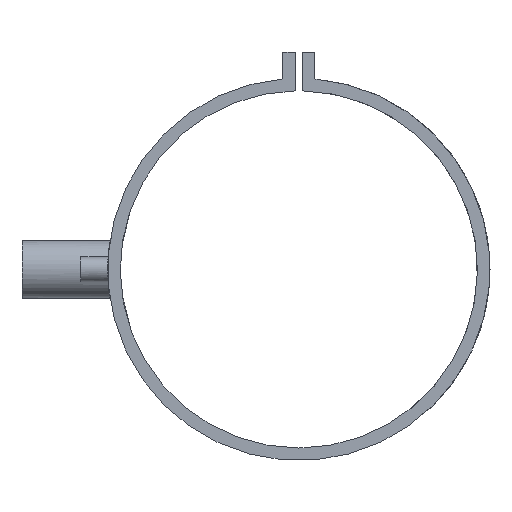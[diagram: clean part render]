
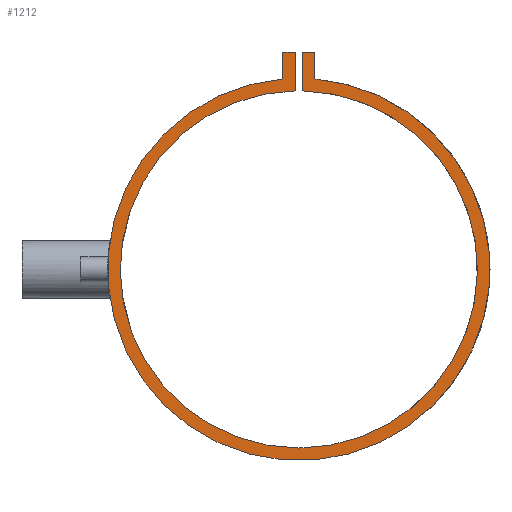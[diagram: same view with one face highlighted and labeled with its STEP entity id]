
A CAD part, left-side view. The second image highlights one B-rep face of the part: STEP entity #1212.
In plain terms, the highlighted planar face has unit normal (-1, 0, 0).
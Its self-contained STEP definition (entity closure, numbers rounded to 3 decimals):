
#48 = VERTEX_POINT ( 'NONE', #509 ) ;
#119 = VERTEX_POINT ( 'NONE', #331 ) ;
#121 = VERTEX_POINT ( 'NONE', #668 ) ;
#126 = AXIS2_PLACEMENT_3D ( 'NONE', #970, #1530, #138 ) ;
#129 = VECTOR ( 'NONE', #376, 1000. ) ;
#134 = LINE ( 'NONE', #1236, #1562 ) ;
#138 = DIRECTION ( 'NONE',  ( 0., 0., -1. ) ) ;
#168 = EDGE_CURVE ( 'NONE', #1361, #479, #610, .T. ) ;
#173 = ORIENTED_EDGE ( 'NONE', *, *, #1555, .F. ) ;
#185 = LINE ( 'NONE', #1334, #257 ) ;
#257 = VECTOR ( 'NONE', #747, 1000. ) ;
#285 = CARTESIAN_POINT ( 'NONE',  ( -80., -2., 121.621 ) ) ;
#330 = DIRECTION ( 'NONE',  ( 0., -1., 0. ) ) ;
#331 = CARTESIAN_POINT ( 'NONE',  ( -80., -9., 106.621 ) ) ;
#363 = FACE_OUTER_BOUND ( 'NONE', #885, .T. ) ;
#373 = CARTESIAN_POINT ( 'NONE',  ( -80., -9., 121.621 ) ) ;
#376 = DIRECTION ( 'NONE',  ( 0., 0., 1. ) ) ;
#479 = VERTEX_POINT ( 'NONE', #1051 ) ;
#484 = CARTESIAN_POINT ( 'NONE',  ( -80., -2., 121.621 ) ) ;
#509 = CARTESIAN_POINT ( 'NONE',  ( -80., -2., 99.98 ) ) ;
#568 = LINE ( 'NONE', #738, #1203 ) ;
#610 = LINE ( 'NONE', #484, #1670 ) ;
#621 = CIRCLE ( 'NONE', #126, 107. ) ;
#622 = EDGE_CURVE ( 'NONE', #121, #782, #568, .T. ) ;
#668 = CARTESIAN_POINT ( 'NONE',  ( -80., 9., 121.621 ) ) ;
#682 = ORIENTED_EDGE ( 'NONE', *, *, #622, .F. ) ;
#709 = DIRECTION ( 'NONE',  ( -1., 0., 0. ) ) ;
#738 = CARTESIAN_POINT ( 'NONE',  ( -80., 9., 121.621 ) ) ;
#747 = DIRECTION ( 'NONE',  ( 0., 0., -1. ) ) ;
#757 = EDGE_CURVE ( 'NONE', #782, #1681, #185, .T. ) ;
#782 = VERTEX_POINT ( 'NONE', #1477 ) ;
#839 = ORIENTED_EDGE ( 'NONE', *, *, #1040, .F. ) ;
#870 = VERTEX_POINT ( 'NONE', #1458 ) ;
#885 = EDGE_LOOP ( 'NONE', ( #839, #1630, #1520, #1038, #1697, #1724, #682, #173 ) ) ;
#913 = DIRECTION ( 'NONE',  ( 0., 0., -1. ) ) ;
#933 = DIRECTION ( 'NONE',  ( 0., 0., -1. ) ) ;
#940 = EDGE_CURVE ( 'NONE', #479, #119, #1631, .T. ) ;
#970 = CARTESIAN_POINT ( 'NONE',  ( -80., 0., 0. ) ) ;
#975 = DIRECTION ( 'NONE',  ( 0., 0., 1. ) ) ;
#994 = EDGE_CURVE ( 'NONE', #1681, #48, #1122, .T. ) ;
#1003 = DIRECTION ( 'NONE',  ( 0., -1., 0. ) ) ;
#1038 = ORIENTED_EDGE ( 'NONE', *, *, #1777, .F. ) ;
#1040 = EDGE_CURVE ( 'NONE', #119, #870, #621, .T. ) ;
#1051 = CARTESIAN_POINT ( 'NONE',  ( -80., -9., 121.621 ) ) ;
#1103 = CARTESIAN_POINT ( 'NONE',  ( -80., 0., 0. ) ) ;
#1122 = CIRCLE ( 'NONE', #1415, 100. ) ;
#1203 = VECTOR ( 'NONE', #1003, 1000. ) ;
#1212 = ADVANCED_FACE ( 'NONE', ( #363 ), #1368, .F. ) ;
#1236 = CARTESIAN_POINT ( 'NONE',  ( -80., -2., 121.621 ) ) ;
#1281 = CARTESIAN_POINT ( 'NONE',  ( -80., 2., 99.98 ) ) ;
#1334 = CARTESIAN_POINT ( 'NONE',  ( -80., 2., 121.621 ) ) ;
#1361 = VERTEX_POINT ( 'NONE', #285 ) ;
#1368 = PLANE ( 'NONE',  #1560 ) ;
#1403 = LINE ( 'NONE', #1668, #129 ) ;
#1415 = AXIS2_PLACEMENT_3D ( 'NONE', #1425, #709, #1806 ) ;
#1425 = CARTESIAN_POINT ( 'NONE',  ( -80., 0., 0. ) ) ;
#1458 = CARTESIAN_POINT ( 'NONE',  ( -80., 9., 106.621 ) ) ;
#1477 = CARTESIAN_POINT ( 'NONE',  ( -80., 2., 121.621 ) ) ;
#1495 = VECTOR ( 'NONE', #933, 1000. ) ;
#1520 = ORIENTED_EDGE ( 'NONE', *, *, #168, .F. ) ;
#1530 = DIRECTION ( 'NONE',  ( 1., 0., 0. ) ) ;
#1555 = EDGE_CURVE ( 'NONE', #870, #121, #1403, .T. ) ;
#1560 = AXIS2_PLACEMENT_3D ( 'NONE', #1103, #1656, #913 ) ;
#1562 = VECTOR ( 'NONE', #975, 1000. ) ;
#1630 = ORIENTED_EDGE ( 'NONE', *, *, #940, .F. ) ;
#1631 = LINE ( 'NONE', #373, #1495 ) ;
#1656 = DIRECTION ( 'NONE',  ( 1., 0., 0. ) ) ;
#1668 = CARTESIAN_POINT ( 'NONE',  ( -80., 9., 121.621 ) ) ;
#1670 = VECTOR ( 'NONE', #330, 1000. ) ;
#1681 = VERTEX_POINT ( 'NONE', #1281 ) ;
#1697 = ORIENTED_EDGE ( 'NONE', *, *, #994, .F. ) ;
#1724 = ORIENTED_EDGE ( 'NONE', *, *, #757, .F. ) ;
#1777 = EDGE_CURVE ( 'NONE', #48, #1361, #134, .T. ) ;
#1806 = DIRECTION ( 'NONE',  ( 0., 0., -1. ) ) ;
